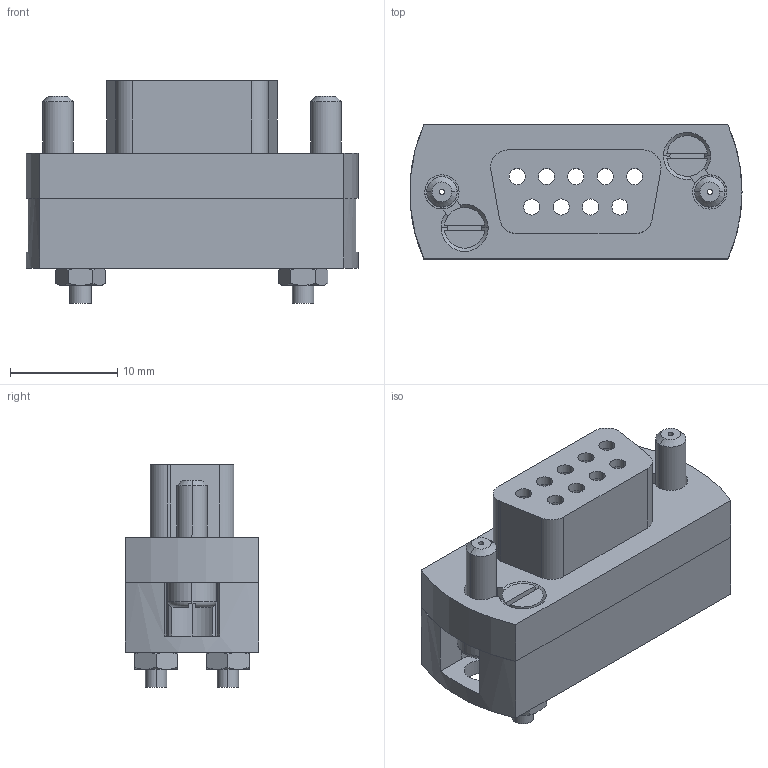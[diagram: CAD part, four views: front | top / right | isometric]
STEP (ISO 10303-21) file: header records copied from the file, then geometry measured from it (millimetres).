
FILE_DESCRIPTION (( 'STEP AP214' ), '1' );
FILE_NAME ('211-FS09-UHV.STEP', '2023-03-27T07:27:48', ( '' ), ( '' ), 'SwSTEP 2.0', 'SolidWorks 2017', '' );
FILE_SCHEMA (( 'AUTOMOTIVE_DESIGN' ));
Length unit declared in the file: millimetre
Products named in the file (6): Hexagon Nut ISO 4032 - M2 - D - N_Hexagon Nut ISO 4032 - M2 - D - N; 211-FS09-UHV; 9211-FSX-UHV-BP_9211-FS09-UHV-BP; 903-SCREW-4-40-3_8-B; ISO 2009 - M2 x 14 --- 14C_ISO 2009 - M2 x 14 --- 14C; 9211-FSX-UHV-FP_9211-FS09-UHV-FP
Assembly tree (8 placements, depth 2):
  211-FS09-UHV
    9211-FSX-UHV-FP_9211-FS09-UHV-FP
    9211-FSX-UHV-BP_9211-FS09-UHV-BP
    903-SCREW-4-40-3_8-B  x2
    ISO 2009 - M2 x 14 --- 14C_ISO 2009 - M2 x 14 --- 14C  x2
    Hexagon Nut ISO 4032 - M2 - D - N_Hexagon Nut ISO 4032 - M2 - D - N  x2
Bounding box: 30.98 x 12.5 x 20.8 mm (x, y, z)
Volume: 4116.1 mm3; surface area: 4534.3 mm2
Topology: 8 solids, 8 shells, 312 faces, 760 edges, 470 vertices
Faces by surface type: cylinder 138, plane 84, cone 82, torus 8
Entity records: 8068 total; most frequent: DIRECTION 1446, CARTESIAN_POINT 1442, ORIENTED_EDGE 1260, EDGE_CURVE 630, AXIS2_PLACEMENT_3D 588, VERTEX_POINT 392, CIRCLE 324, EDGE_LOOP 318
